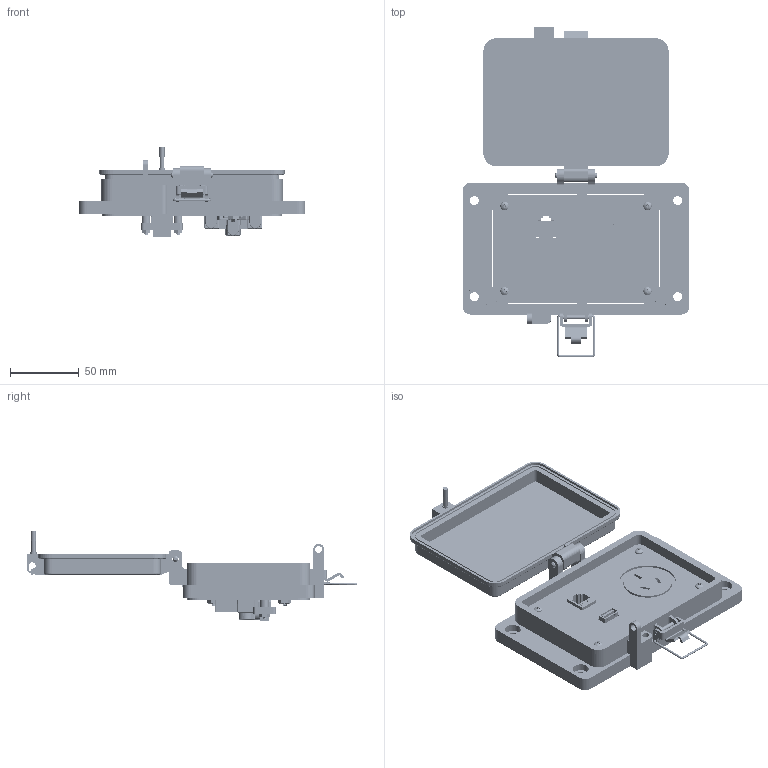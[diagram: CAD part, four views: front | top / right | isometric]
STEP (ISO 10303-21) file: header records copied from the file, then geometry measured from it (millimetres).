
FILE_DESCRIPTION (( 'STEP AP203' ), '1' );
FILE_NAME ('P-P22R2-M2RA0_3D.STEP', '2021-10-11T19:03:10', ( '' ), ( '' ), 'SwSTEP 2.0', 'SolidWorks 2019', '' );
FILE_SCHEMA (( 'CONFIG_CONTROL_DESIGN' ));
Length unit declared in the file: millimetre
Products named in the file (20): P-P22R2-M2RA0_FP060_1; Z-002-4401_4HN_90675A005; 92005A124_METRIC PAN HEAD PHILLIPS MACHINE SCREW_92005A124; Z-300-RJ45CAT5; Z-H-M2_B; P22; 632FH_7_8-IN; Z-200-OTLT-RA; Z-000-44011_4FH_90273A117; Z-002-632516HN_90675A007; RA; Z-001-SPR_3_4; Z-300-USB-A-FF; P-P22R2-M2RA0_BP180_1; R2; P-P22R2-M2RA0_TP180_1; P-P22R2-M2RA0_TP060_2; P-P22R2-M2RA0_3D; Z-000-4243316TFP; -M2
Assembly tree (29 placements, depth 3):
  P-P22R2-M2RA0_3D
    P-P22R2-M2RA0_BP180_1
    P-P22R2-M2RA0_TP060_2
    Z-000-4243316TFP  x3
    P22
      Z-300-USB-A-FF
    P-P22R2-M2RA0_TP180_1
    Z-000-44011_4FH_90273A117  x2
    Z-001-SPR_3_4  x2
    Z-002-4401_4HN_90675A005  x2
    RA
      Z-200-OTLT-RA
    632FH_7_8-IN  x2
    Z-002-632516HN_90675A007  x2
    P-P22R2-M2RA0_FP060_1
    R2
      Z-300-RJ45CAT5
    -M2
      Z-H-M2_B
    92005A124_METRIC PAN HEAD PHILLIPS MACHINE SCREW_92005A124  x4
Bounding box: 164.96 x 240.59 x 65.4 mm (x, y, z)
Volume: 264866.8 mm3; surface area: 171621.7 mm2
Topology: 35 solids, 35 shells, 3704 faces, 10391 edges, 6792 vertices
Faces by surface type: cylinder 1767, plane 1256, bspline 346, cone 239, torus 52, sphere 44
Entity records: 101047 total; most frequent: CARTESIAN_POINT 38586, ORIENTED_EDGE 13796, DIRECTION 11001, EDGE_CURVE 6898, VERTEX_POINT 4511, LINE 3933, VECTOR 3933, AXIS2_PLACEMENT_3D 3534
